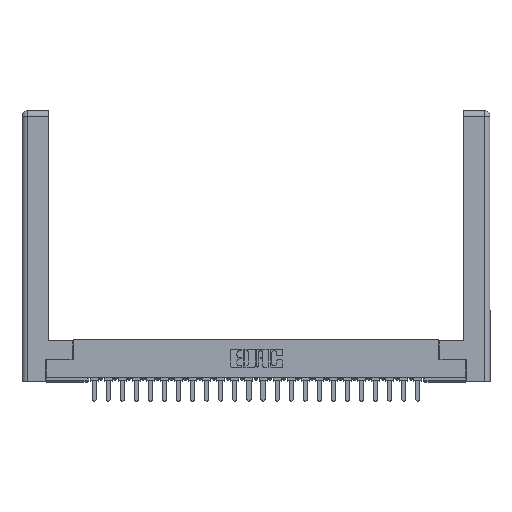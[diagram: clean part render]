
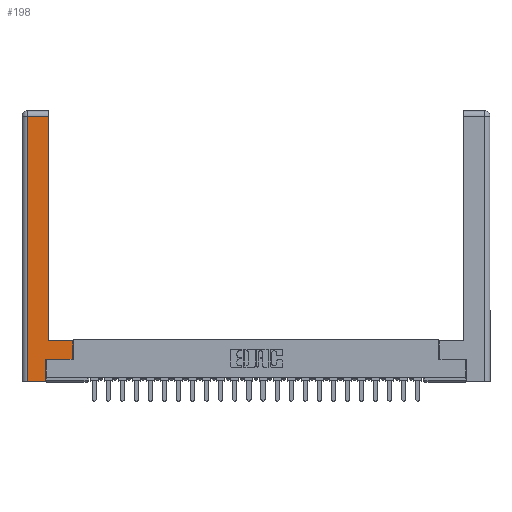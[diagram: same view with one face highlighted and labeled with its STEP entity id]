
A CAD part, top view. The second image highlights one B-rep face of the part: STEP entity #198.
In plain terms, the highlighted planar face has unit normal (0, 0, 1).
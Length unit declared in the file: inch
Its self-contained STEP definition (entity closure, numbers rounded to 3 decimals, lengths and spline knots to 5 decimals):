
#198 = ADVANCED_FACE ( 'NONE', ( #5166 ), #23290, .F. ) ;
#546 = ORIENTED_EDGE ( 'NONE', *, *, #2155, .T. ) ;
#905 = VECTOR ( 'NONE', #16000, 39.37008 ) ;
#955 = DIRECTION ( 'NONE',  ( 0., 0., -1. ) ) ;
#1749 = ORIENTED_EDGE ( 'NONE', *, *, #14601, .T. ) ;
#2048 = VERTEX_POINT ( 'NONE', #5269 ) ;
#2058 = CARTESIAN_POINT ( 'NONE',  ( 0.295, 3., 0. ) ) ;
#2151 = VERTEX_POINT ( 'NONE', #25908 ) ;
#2155 = EDGE_CURVE ( 'NONE', #2151, #20786, #25638, .T. ) ;
#2344 = LINE ( 'NONE', #18249, #13584 ) ;
#2368 = CARTESIAN_POINT ( 'NONE',  ( 0.265, 0., 0. ) ) ;
#2553 = EDGE_CURVE ( 'NONE', #2048, #14768, #15823, .T. ) ;
#2868 = CARTESIAN_POINT ( 'NONE',  ( 0.565, 0.245, 0. ) ) ;
#4332 = DIRECTION ( 'NONE',  ( -1., 0., 0. ) ) ;
#4542 = VECTOR ( 'NONE', #12314, 39.37008 ) ;
#5157 = VECTOR ( 'NONE', #24921, 39.37008 ) ;
#5166 = FACE_OUTER_BOUND ( 'NONE', #11989, .T. ) ;
#5269 = CARTESIAN_POINT ( 'NONE',  ( 0.565, 0.45, 0. ) ) ;
#5295 = DIRECTION ( 'NONE',  ( -1., 0., 0. ) ) ;
#5417 = CARTESIAN_POINT ( 'NONE',  ( 0., 0., 0. ) ) ;
#6099 = CARTESIAN_POINT ( 'NONE',  ( 0.265, 0.245, 0. ) ) ;
#6530 = EDGE_CURVE ( 'NONE', #6737, #20297, #2344, .T. ) ;
#6664 = EDGE_CURVE ( 'NONE', #20786, #15173, #25112, .T. ) ;
#6737 = VERTEX_POINT ( 'NONE', #8841 ) ;
#6841 = VECTOR ( 'NONE', #13692, 39.37008 ) ;
#7516 = CARTESIAN_POINT ( 'NONE',  ( 0.265, 0.245, 0. ) ) ;
#8841 = CARTESIAN_POINT ( 'NONE',  ( 0.295, 2.94, 0. ) ) ;
#9866 = CARTESIAN_POINT ( 'NONE',  ( 0.295, 0.45, 0. ) ) ;
#10044 = VERTEX_POINT ( 'NONE', #15076 ) ;
#10152 = DIRECTION ( 'NONE',  ( 0., 1., 0. ) ) ;
#10256 = VECTOR ( 'NONE', #18291, 39.37008 ) ;
#10352 = CARTESIAN_POINT ( 'NONE',  ( 0.565, 0.45, 0. ) ) ;
#11694 = CARTESIAN_POINT ( 'NONE',  ( 0.295, 0.45, 0. ) ) ;
#11989 = EDGE_LOOP ( 'NONE', ( #1749, #16520, #25077, #20724, #546, #19491, #24919, #18832 ) ) ;
#12314 = DIRECTION ( 'NONE',  ( 1., 0., 0. ) ) ;
#12353 = EDGE_CURVE ( 'NONE', #10044, #2151, #16300, .T. ) ;
#12479 = LINE ( 'NONE', #25052, #5157 ) ;
#13584 = VECTOR ( 'NONE', #4332, 39.37008 ) ;
#13692 = DIRECTION ( 'NONE',  ( -1., 0., 0. ) ) ;
#14601 = EDGE_CURVE ( 'NONE', #14768, #6737, #20187, .T. ) ;
#14768 = VERTEX_POINT ( 'NONE', #11694 ) ;
#14932 = DIRECTION ( 'NONE',  ( 1., 0., 0. ) ) ;
#14980 = EDGE_CURVE ( 'NONE', #20297, #10044, #12479, .T. ) ;
#15076 = CARTESIAN_POINT ( 'NONE',  ( 0.0615, 0., 0. ) ) ;
#15173 = VERTEX_POINT ( 'NONE', #24063 ) ;
#15823 = LINE ( 'NONE', #9866, #6841 ) ;
#16000 = DIRECTION ( 'NONE',  ( 0., 1., 0. ) ) ;
#16300 = LINE ( 'NONE', #2368, #4542 ) ;
#16520 = ORIENTED_EDGE ( 'NONE', *, *, #6530, .T. ) ;
#18249 = CARTESIAN_POINT ( 'NONE',  ( 0.0615, 2.94, 0. ) ) ;
#18291 = DIRECTION ( 'NONE',  ( 0., 1., 0. ) ) ;
#18832 = ORIENTED_EDGE ( 'NONE', *, *, #2553, .T. ) ;
#19310 = AXIS2_PLACEMENT_3D ( 'NONE', #5417, #955, #5295 ) ;
#19491 = ORIENTED_EDGE ( 'NONE', *, *, #6664, .T. ) ;
#19500 = VECTOR ( 'NONE', #14932, 39.37008 ) ;
#20142 = CARTESIAN_POINT ( 'NONE',  ( 0.0615, 2.94, 0. ) ) ;
#20187 = LINE ( 'NONE', #2058, #23726 ) ;
#20266 = LINE ( 'NONE', #10352, #10256 ) ;
#20297 = VERTEX_POINT ( 'NONE', #20142 ) ;
#20724 = ORIENTED_EDGE ( 'NONE', *, *, #12353, .T. ) ;
#20786 = VERTEX_POINT ( 'NONE', #6099 ) ;
#23290 = PLANE ( 'NONE',  #19310 ) ;
#23726 = VECTOR ( 'NONE', #10152, 39.37008 ) ;
#23756 = EDGE_CURVE ( 'NONE', #15173, #2048, #20266, .T. ) ;
#24063 = CARTESIAN_POINT ( 'NONE',  ( 0.565, 0.245, 0. ) ) ;
#24919 = ORIENTED_EDGE ( 'NONE', *, *, #23756, .T. ) ;
#24921 = DIRECTION ( 'NONE',  ( 0., -1., 0. ) ) ;
#25052 = CARTESIAN_POINT ( 'NONE',  ( 0.0615, 0., 0. ) ) ;
#25077 = ORIENTED_EDGE ( 'NONE', *, *, #14980, .T. ) ;
#25112 = LINE ( 'NONE', #2868, #19500 ) ;
#25638 = LINE ( 'NONE', #7516, #905 ) ;
#25908 = CARTESIAN_POINT ( 'NONE',  ( 0.265, 0., 0. ) ) ;
